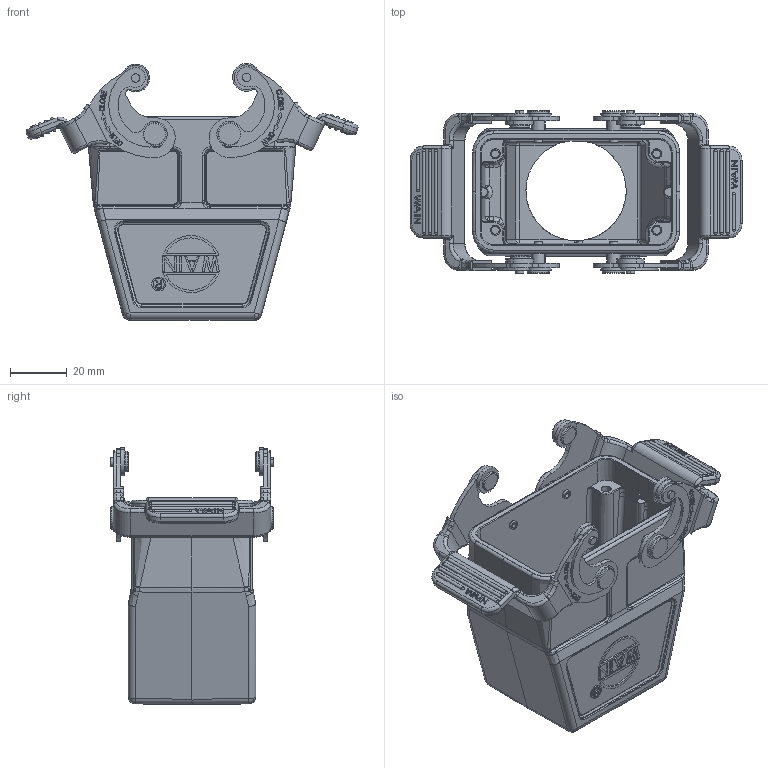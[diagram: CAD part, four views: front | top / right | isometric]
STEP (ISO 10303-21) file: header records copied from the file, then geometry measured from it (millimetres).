
FILE_DESCRIPTION((''),'2;1');
FILE_NAME('3D_1110104415012_H10B-TEH-2L_SC','2020-10-13T',('xk.he'),(''),'CREO PARAMETRIC BY PTC INC, 2016130','CREO PARAMETRIC BY PTC INC, 2016130','');
FILE_SCHEMA(('CONFIG_CONTROL_DESIGN'));
Products named in the file (1): 3D_1110104415012_H10B-TEH-2L_SC
Bounding box: 117.19 x 57.5 x 90.66 mm (x, y, z)
Surface area: 55956.5 mm2 (no closed solid volume)
Topology: 0 solids, 85 shells, 2017 faces, 5627 edges, 3758 vertices
Faces by surface type: plane 891, cylinder 487, bspline 250, extrusion 162, torus 113, cone 63, sphere 51
Entity records: 77470 total; most frequent: CARTESIAN_POINT 27745, ORIENTED_EDGE 10532, DIRECTION 9330, EDGE_CURVE 5602, VERTEX_POINT 3758, VECTOR 3218, AXIS2_PLACEMENT_3D 3056, LINE 3056
